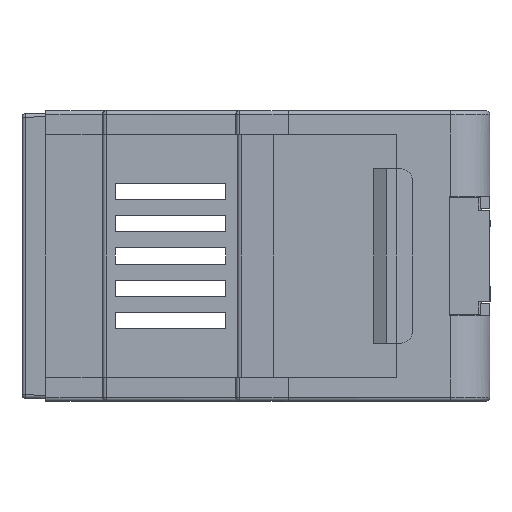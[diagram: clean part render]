
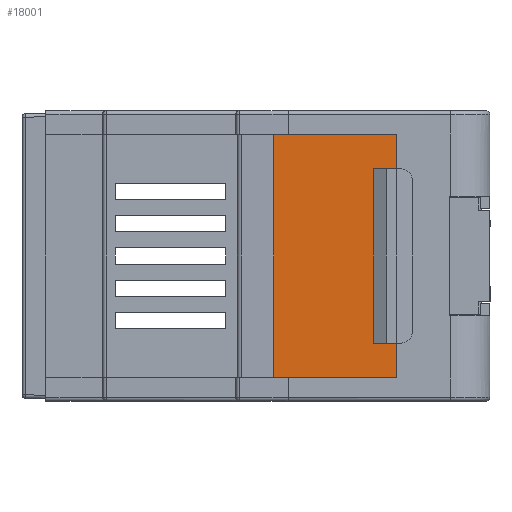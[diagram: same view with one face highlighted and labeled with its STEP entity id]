
A CAD part, left-side view. The second image highlights one B-rep face of the part: STEP entity #18001.
In plain terms, the highlighted planar face has unit normal (-1, 0, 0).
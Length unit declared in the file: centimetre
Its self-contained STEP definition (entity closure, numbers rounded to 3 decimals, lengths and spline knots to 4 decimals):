
#765 = VECTOR ( 'NONE', #23392, 100. ) ;
#770 = CARTESIAN_POINT ( 'NONE',  ( -4.4702, 0.2822, 0.1914 ) ) ;
#974 = ORIENTED_EDGE ( 'NONE', *, *, #23856, .F. ) ;
#998 = CARTESIAN_POINT ( 'NONE',  ( -4.4702, 0.2822, -2.88 ) ) ;
#2128 = EDGE_CURVE ( 'NONE', #4979, #25369, #6623, .T. ) ;
#2379 = CARTESIAN_POINT ( 'NONE',  ( -4.4702, 0., -3.3 ) ) ;
#2783 = CARTESIAN_POINT ( 'NONE',  ( -4.4702, 0., -3.3 ) ) ;
#3158 = DIRECTION ( 'NONE',  ( 0., 0., -1. ) ) ;
#4037 = ORIENTED_EDGE ( 'NONE', *, *, #16469, .T. ) ;
#4549 = CARTESIAN_POINT ( 'NONE',  ( -4.4702, 0., -7.021 ) ) ;
#4979 = VERTEX_POINT ( 'NONE', #19369 ) ;
#5037 = DIRECTION ( 'NONE',  ( 0., 1., 0. ) ) ;
#5153 = VERTEX_POINT ( 'NONE', #26718 ) ;
#6623 = LINE ( 'NONE', #770, #14832 ) ;
#8220 = DIRECTION ( 'NONE',  ( 0., 0., -1. ) ) ;
#8370 = LINE ( 'NONE', #21283, #765 ) ;
#8372 = ORIENTED_EDGE ( 'NONE', *, *, #12188, .T. ) ;
#8409 = EDGE_CURVE ( 'NONE', #5153, #17759, #12219, .T. ) ;
#8792 = CARTESIAN_POINT ( 'NONE',  ( -4.4702, 0., -0.72 ) ) ;
#9273 = ORIENTED_EDGE ( 'NONE', *, *, #8409, .F. ) ;
#9317 = LINE ( 'NONE', #2783, #11035 ) ;
#10253 = EDGE_CURVE ( 'NONE', #19497, #25369, #8370, .T. ) ;
#10904 = CARTESIAN_POINT ( 'NONE',  ( -4.4702, 0., -7.021 ) ) ;
#11035 = VECTOR ( 'NONE', #25001, 100. ) ;
#11126 = CARTESIAN_POINT ( 'NONE',  ( -4.4702, 0., -2.88 ) ) ;
#11140 = CARTESIAN_POINT ( 'NONE',  ( -4.4702, 1.3392, -3.3 ) ) ;
#11166 = ORIENTED_EDGE ( 'NONE', *, *, #11387, .F. ) ;
#11387 = EDGE_CURVE ( 'NONE', #27853, #5153, #16480, .T. ) ;
#12188 = EDGE_CURVE ( 'NONE', #24563, #17759, #16641, .T. ) ;
#12219 = LINE ( 'NONE', #26818, #26910 ) ;
#12261 = CARTESIAN_POINT ( 'NONE',  ( -4.4702, 0., 3.421 ) ) ;
#13141 = CARTESIAN_POINT ( 'NONE',  ( -4.4702, 1.3392, -0.3 ) ) ;
#13252 = LINE ( 'NONE', #26508, #24190 ) ;
#13371 = DIRECTION ( 'NONE',  ( 1., 0., 0. ) ) ;
#13462 = VERTEX_POINT ( 'NONE', #21836 ) ;
#14527 = CARTESIAN_POINT ( 'NONE',  ( -4.4702, 0., -0.3 ) ) ;
#14616 = EDGE_CURVE ( 'NONE', #19497, #20953, #19854, .T. ) ;
#14832 = VECTOR ( 'NONE', #3158, 100. ) ;
#14927 = VERTEX_POINT ( 'NONE', #20198 ) ;
#15089 = LINE ( 'NONE', #4549, #16145 ) ;
#15104 = VECTOR ( 'NONE', #5037, 100. ) ;
#15248 = ORIENTED_EDGE ( 'NONE', *, *, #10253, .T. ) ;
#15894 = FACE_OUTER_BOUND ( 'NONE', #19406, .T. ) ;
#16145 = VECTOR ( 'NONE', #17983, 100. ) ;
#16469 = EDGE_CURVE ( 'NONE', #14927, #24563, #13252, .T. ) ;
#16480 = LINE ( 'NONE', #25055, #15104 ) ;
#16641 = LINE ( 'NONE', #14527, #16974 ) ;
#16974 = VECTOR ( 'NONE', #25529, 100. ) ;
#17300 = ORIENTED_EDGE ( 'NONE', *, *, #19852, .F. ) ;
#17305 = ORIENTED_EDGE ( 'NONE', *, *, #2128, .F. ) ;
#17368 = DIRECTION ( 'NONE',  ( 0., 1., 0. ) ) ;
#17759 = VERTEX_POINT ( 'NONE', #25054 ) ;
#17983 = DIRECTION ( 'NONE',  ( 0., 0., 1. ) ) ;
#18001 = ADVANCED_FACE ( 'NONE', ( #15894 ), #28354, .F. ) ;
#19349 = ORIENTED_EDGE ( 'NONE', *, *, #26626, .T. ) ;
#19369 = CARTESIAN_POINT ( 'NONE',  ( -4.4702, 0.2822, -0.72 ) ) ;
#19406 = EDGE_LOOP ( 'NONE', ( #9273, #11166, #17300, #27250, #15248, #17305, #974, #19349, #4037, #8372 ) ) ;
#19497 = VERTEX_POINT ( 'NONE', #11126 ) ;
#19852 = EDGE_CURVE ( 'NONE', #20953, #27853, #9317, .T. ) ;
#19854 = LINE ( 'NONE', #12261, #26700 ) ;
#20198 = CARTESIAN_POINT ( 'NONE',  ( -4.4702, 0., -0.3 ) ) ;
#20953 = VERTEX_POINT ( 'NONE', #2379 ) ;
#21226 = AXIS2_PLACEMENT_3D ( 'NONE', #10904, #13371, #24162 ) ;
#21283 = CARTESIAN_POINT ( 'NONE',  ( -4.4702, 0., -2.88 ) ) ;
#21836 = CARTESIAN_POINT ( 'NONE',  ( -4.4702, 0., -0.72 ) ) ;
#22325 = DIRECTION ( 'NONE',  ( 0., 0., 1. ) ) ;
#23107 = VECTOR ( 'NONE', #17368, 100. ) ;
#23392 = DIRECTION ( 'NONE',  ( 0., 1., 0. ) ) ;
#23856 = EDGE_CURVE ( 'NONE', #13462, #4979, #25174, .T. ) ;
#24162 = DIRECTION ( 'NONE',  ( 0., 0., -1. ) ) ;
#24190 = VECTOR ( 'NONE', #26772, 100. ) ;
#24563 = VERTEX_POINT ( 'NONE', #13141 ) ;
#25001 = DIRECTION ( 'NONE',  ( 0., 1., 0. ) ) ;
#25054 = CARTESIAN_POINT ( 'NONE',  ( -4.4702, 1.5192, -0.3 ) ) ;
#25055 = CARTESIAN_POINT ( 'NONE',  ( -4.4702, 0., -3.3 ) ) ;
#25174 = LINE ( 'NONE', #8792, #23107 ) ;
#25369 = VERTEX_POINT ( 'NONE', #998 ) ;
#25529 = DIRECTION ( 'NONE',  ( 0., 1., 0. ) ) ;
#26508 = CARTESIAN_POINT ( 'NONE',  ( -4.4702, 0., -0.3 ) ) ;
#26626 = EDGE_CURVE ( 'NONE', #13462, #14927, #15089, .T. ) ;
#26700 = VECTOR ( 'NONE', #8220, 100. ) ;
#26718 = CARTESIAN_POINT ( 'NONE',  ( -4.4702, 1.5192, -3.3 ) ) ;
#26772 = DIRECTION ( 'NONE',  ( 0., 1., 0. ) ) ;
#26818 = CARTESIAN_POINT ( 'NONE',  ( -4.4702, 1.5192, -7.021 ) ) ;
#26910 = VECTOR ( 'NONE', #22325, 100. ) ;
#27250 = ORIENTED_EDGE ( 'NONE', *, *, #14616, .F. ) ;
#27853 = VERTEX_POINT ( 'NONE', #11140 ) ;
#28354 = PLANE ( 'NONE',  #21226 ) ;
